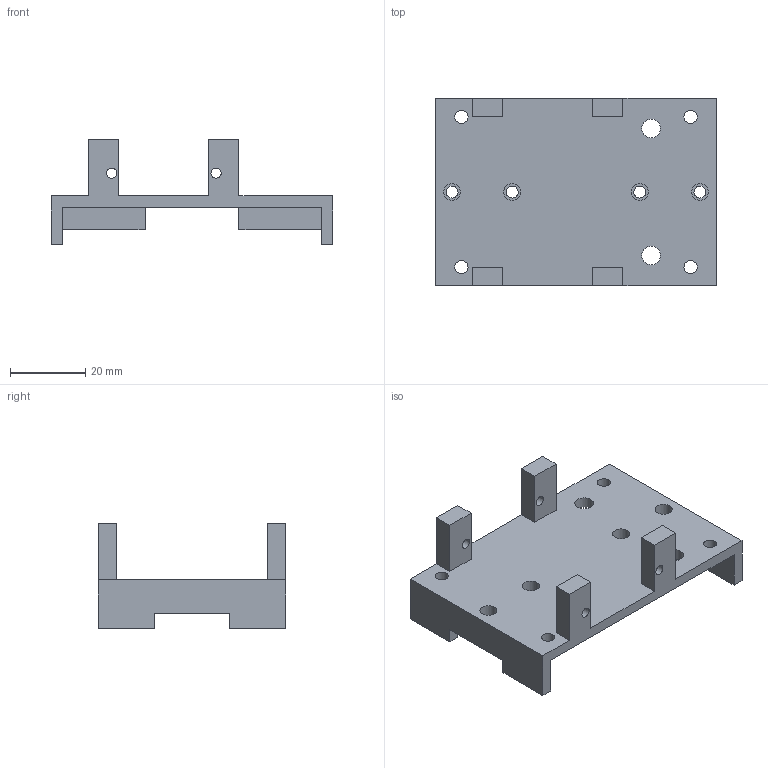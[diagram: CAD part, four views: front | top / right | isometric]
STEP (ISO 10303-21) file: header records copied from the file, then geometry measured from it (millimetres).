
FILE_DESCRIPTION(/* description */ ('STEP AP242','CAx-IF Rec.Pracs.---Representation and Presentation of Product Manufacturing Information (PMI)---4.0---2014-10-13','CAx-IF Rec.Pracs.---3D Tessellated Geometry---0.4---2014-09-14','2;1'),/* implementation_level */ '2;1');
FILE_NAME(/* name */ '63e5b0ac76a47e608cb38442',/* time_stamp */ '2023-02-10T02:49:17+00:00',/* author */ (''),/* organization */ (''),/* preprocessor_version */ 'ST-DEVELOPER v18.102',/* originating_system */ ' ',/* authorisation */ ' ');
FILE_SCHEMA (('AP242_MANAGED_MODEL_BASED_3D_ENGINEERING_MIM_LF { 1 0 10303 442 1 1 4 }'));
Length unit declared in the file: metre
Products named in the file (1): Part 1
Bounding box: 75 x 50 x 28 mm (x, y, z)
Volume: 20561.1 mm3; surface area: 12808.8 mm2
Topology: 1 solids, 1 shells, 64 faces, 178 edges, 120 vertices
Faces by surface type: plane 46, cylinder 18
Full cylindrical faces by diameter (mm): 2.7 x4, 3.2 x4, 3.5 x4, 4.5 x4, 5 x2
Entity records: 1966 total; most frequent: CARTESIAN_POINT 329, DIRECTION 318, ORIENTED_EDGE 304, EDGE_CURVE 152, LINE 116, VECTOR 116, EDGE_LOOP 114, FACE_BOUND 114
